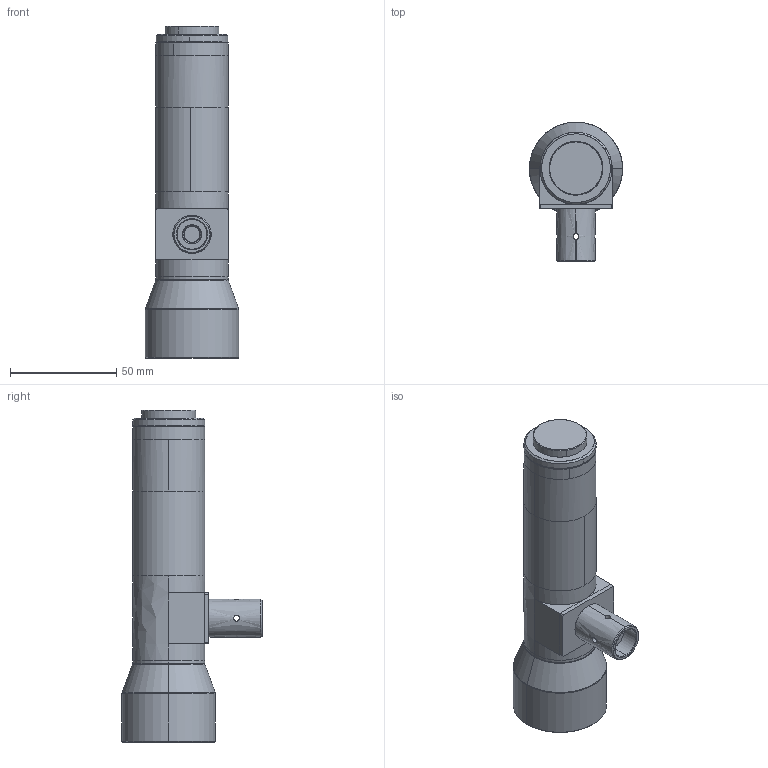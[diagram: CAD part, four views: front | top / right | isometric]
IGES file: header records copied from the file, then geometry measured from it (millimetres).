
Start section: SolidWorks IGES file using analytic representation for surfaces
Global section: file name: WWK10-110C-111V3P.IGS; native system: SolidWorks 2017; preprocessor: SolidWorks 2017; author: 16255; date: 230131.150718; units: millimetre
Bounding box: 44 x 66 x 156.47 mm (x, y, z)
Surface area: 24982 mm2 (no closed solid volume)
Topology: 0 solids, 0 shells, 99 faces, 1828 edges, 1828 vertices
Faces by surface type: revolution 67, bspline 32
